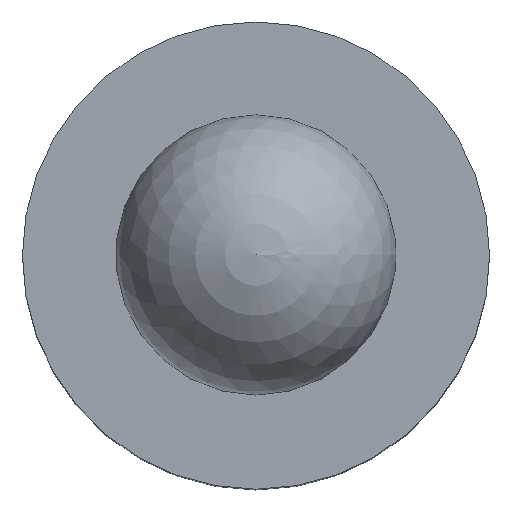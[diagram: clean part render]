
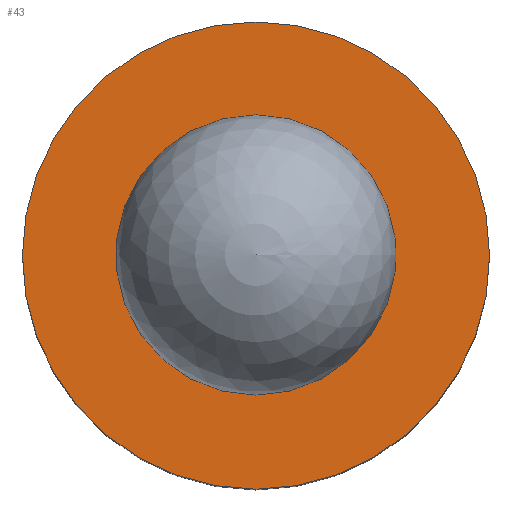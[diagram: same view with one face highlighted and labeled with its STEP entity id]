
A CAD part, top view. The second image highlights one B-rep face of the part: STEP entity #43.
In plain terms, the highlighted planar face has unit normal (0, 0, 1).
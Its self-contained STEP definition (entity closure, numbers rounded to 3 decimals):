
#43 = ADVANCED_FACE( '', ( #85, #86 ), #87, .T. );
#85 = FACE_BOUND( '', #119, .T. );
#86 = FACE_OUTER_BOUND( '', #120, .T. );
#87 = PLANE( '', #121 );
#119 = EDGE_LOOP( '', ( #159 ) );
#120 = EDGE_LOOP( '', ( #160 ) );
#121 = AXIS2_PLACEMENT_3D( '', #161, #162, #163 );
#159 = ORIENTED_EDGE( '', *, *, #173, .T. );
#160 = ORIENTED_EDGE( '', *, *, #168, .T. );
#161 = CARTESIAN_POINT( '', ( 0., 0., 3.1 ) );
#162 = DIRECTION( '', ( 0., 0., 1. ) );
#163 = DIRECTION( '', ( 1., 0., 0. ) );
#168 = EDGE_CURVE( '', #184, #184, #185, .T. );
#173 = EDGE_CURVE( '', #192, #192, #193, .F. );
#184 = VERTEX_POINT( '', #203 );
#185 = CIRCLE( '', #204, 5. );
#192 = VERTEX_POINT( '', #211 );
#193 = CIRCLE( '', #212, 1.65 );
#203 = CARTESIAN_POINT( '', ( 0., 5., 3.1 ) );
#204 = AXIS2_PLACEMENT_3D( '', #222, #223, #224 );
#211 = CARTESIAN_POINT( '', ( 1.65, 0., 3.1 ) );
#212 = AXIS2_PLACEMENT_3D( '', #231, #232, #233 );
#222 = CARTESIAN_POINT( '', ( 0., 0., 3.1 ) );
#223 = DIRECTION( '', ( 0., 0., 1. ) );
#224 = DIRECTION( '', ( 0., 1., 0. ) );
#231 = CARTESIAN_POINT( '', ( 0., 0., 3.1 ) );
#232 = DIRECTION( '', ( 0., 0., 1. ) );
#233 = DIRECTION( '', ( 1., 0., 0. ) );
